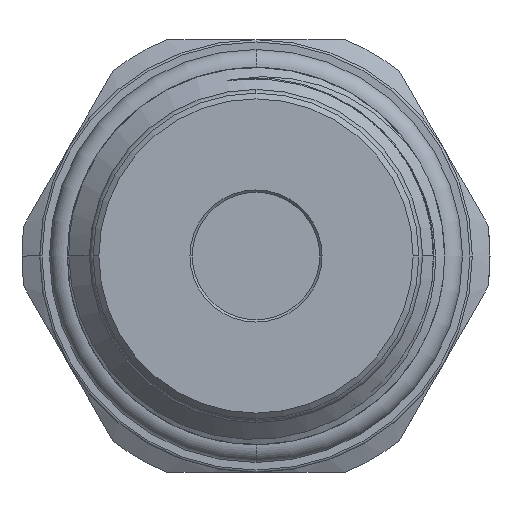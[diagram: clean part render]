
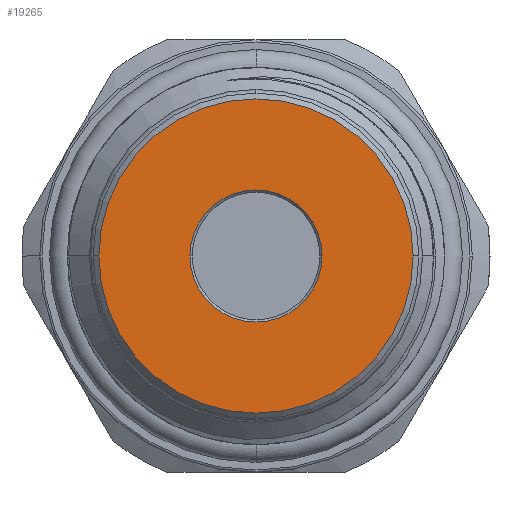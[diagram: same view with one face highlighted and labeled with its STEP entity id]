
A CAD part, left-side view. The second image highlights one B-rep face of the part: STEP entity #19265.
In plain terms, the highlighted planar face has unit normal (-1, 0, 0).
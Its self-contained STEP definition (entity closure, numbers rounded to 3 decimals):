
#59 = CIRCLE ( 'NONE', #34277, 13.8 ) ;
#129 = DIRECTION ( 'NONE',  ( -1., 0., 0. ) ) ;
#1295 = EDGE_LOOP ( 'NONE', ( #2292, #22875 ) ) ;
#2292 = ORIENTED_EDGE ( 'NONE', *, *, #36440, .T. ) ;
#5413 = CARTESIAN_POINT ( 'NONE',  ( -42.75, 5.8, 0. ) ) ;
#5862 = ORIENTED_EDGE ( 'NONE', *, *, #33486, .T. ) ;
#6025 = AXIS2_PLACEMENT_3D ( 'NONE', #27834, #30997, #13626 ) ;
#6815 = DIRECTION ( 'NONE',  ( 1., 0., 0. ) ) ;
#6954 = DIRECTION ( 'NONE',  ( 0., -1., 0. ) ) ;
#7207 = AXIS2_PLACEMENT_3D ( 'NONE', #35834, #38652, #8616 ) ;
#8616 = DIRECTION ( 'NONE',  ( 0., -1., 0. ) ) ;
#9848 = EDGE_CURVE ( 'NONE', #16852, #28020, #59, .T. ) ;
#12639 = DIRECTION ( 'NONE',  ( -1., 0., 0. ) ) ;
#13626 = DIRECTION ( 'NONE',  ( 0., -1., 0. ) ) ;
#13944 = CARTESIAN_POINT ( 'NONE',  ( -42.75, -5.8, 0. ) ) ;
#15459 = CIRCLE ( 'NONE', #34602, 13.8 ) ;
#16667 = ORIENTED_EDGE ( 'NONE', *, *, #31338, .T. ) ;
#16852 = VERTEX_POINT ( 'NONE', #22495 ) ;
#17797 = VERTEX_POINT ( 'NONE', #5413 ) ;
#19265 = ADVANCED_FACE ( 'NONE', ( #19590, #36673 ), #26942, .T. ) ;
#19590 = FACE_BOUND ( 'NONE', #29531, .T. ) ;
#22495 = CARTESIAN_POINT ( 'NONE',  ( -42.75, -13.8, 0. ) ) ;
#22875 = ORIENTED_EDGE ( 'NONE', *, *, #9848, .T. ) ;
#23995 = AXIS2_PLACEMENT_3D ( 'NONE', #24741, #6815, #6954 ) ;
#24156 = VERTEX_POINT ( 'NONE', #13944 ) ;
#24687 = DIRECTION ( 'NONE',  ( 0., -1., 0. ) ) ;
#24741 = CARTESIAN_POINT ( 'NONE',  ( -42.75, 0., 0. ) ) ;
#24983 = DIRECTION ( 'NONE',  ( 0., -1., 0. ) ) ;
#26942 = PLANE ( 'NONE',  #7207 ) ;
#27834 = CARTESIAN_POINT ( 'NONE',  ( -42.75, 0., 0. ) ) ;
#28020 = VERTEX_POINT ( 'NONE', #31607 ) ;
#28176 = CARTESIAN_POINT ( 'NONE',  ( -42.75, 0., 0. ) ) ;
#29531 = EDGE_LOOP ( 'NONE', ( #16667, #5862 ) ) ;
#30997 = DIRECTION ( 'NONE',  ( 1., 0., 0. ) ) ;
#31338 = EDGE_CURVE ( 'NONE', #24156, #17797, #38404, .T. ) ;
#31607 = CARTESIAN_POINT ( 'NONE',  ( -42.75, 13.8, 0. ) ) ;
#33451 = CARTESIAN_POINT ( 'NONE',  ( -42.75, 0., 0. ) ) ;
#33486 = EDGE_CURVE ( 'NONE', #17797, #24156, #35438, .T. ) ;
#34277 = AXIS2_PLACEMENT_3D ( 'NONE', #28176, #12639, #24983 ) ;
#34602 = AXIS2_PLACEMENT_3D ( 'NONE', #33451, #129, #24687 ) ;
#35438 = CIRCLE ( 'NONE', #6025, 5.8 ) ;
#35834 = CARTESIAN_POINT ( 'NONE',  ( -42.75, 0., 0. ) ) ;
#36440 = EDGE_CURVE ( 'NONE', #28020, #16852, #15459, .T. ) ;
#36673 = FACE_OUTER_BOUND ( 'NONE', #1295, .T. ) ;
#38404 = CIRCLE ( 'NONE', #23995, 5.8 ) ;
#38652 = DIRECTION ( 'NONE',  ( -1., 0., 0. ) ) ;
